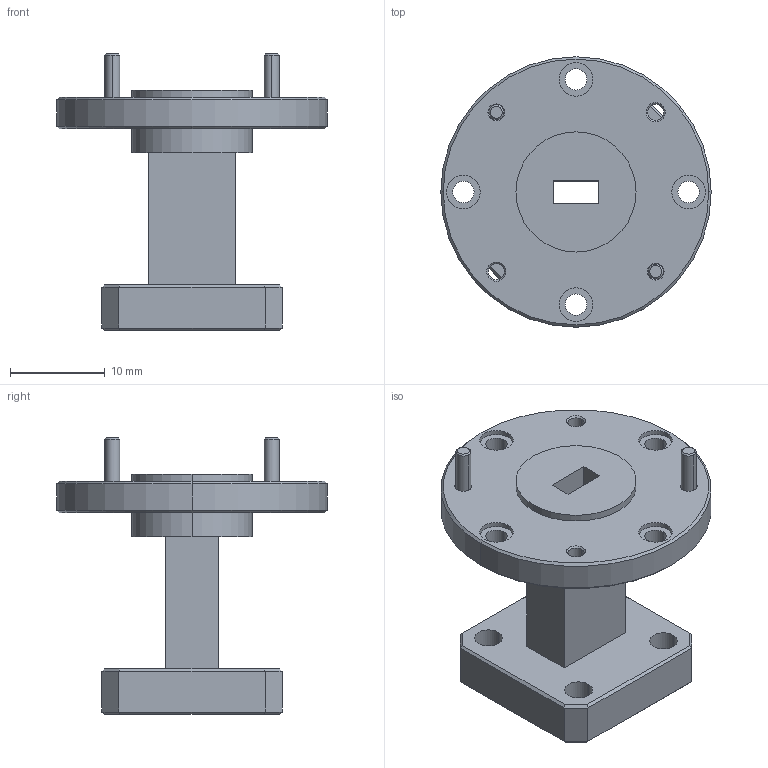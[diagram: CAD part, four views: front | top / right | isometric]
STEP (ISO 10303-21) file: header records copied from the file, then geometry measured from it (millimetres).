
FILE_DESCRIPTION (( 'STEP AP203' ), '1' );
FILE_NAME ('WR-UF.STEP', '2017-07-18T22:50:54', ( '' ), ( '' ), 'SwSTEP 2.0', 'SolidWorks 2013', '' );
FILE_SCHEMA (( 'CONFIG_CONTROL_DESIGN' ));
Length unit declared in the file: inch
Products named in the file (1): WR-UF
Bounding box: 28.57 x 28.57 x 29.27 mm (x, y, z)
Volume: 4478 mm3; surface area: 3701.5 mm2
Topology: 3 solids, 3 shells, 108 faces, 252 edges, 158 vertices
Faces by surface type: plane 46, cylinder 42, cone 20
Entity records: 3213 total; most frequent: DIRECTION 580, CARTESIAN_POINT 519, ORIENTED_EDGE 504, EDGE_CURVE 252, AXIS2_PLACEMENT_3D 219, VERTEX_POINT 158, EDGE_LOOP 142, VECTOR 142
